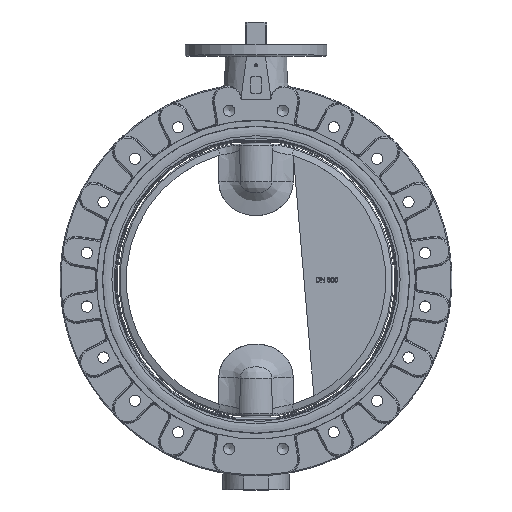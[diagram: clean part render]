
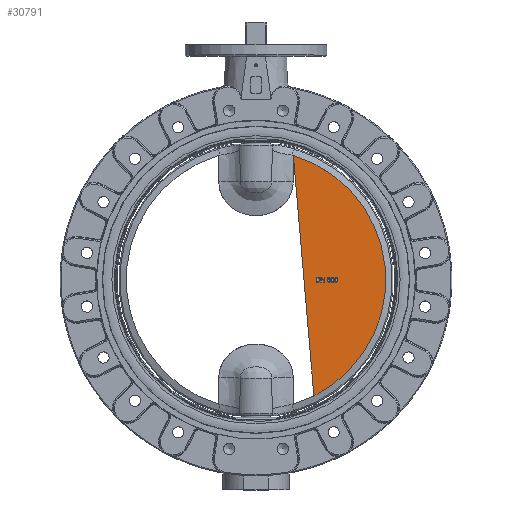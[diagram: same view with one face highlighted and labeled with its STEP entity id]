
A CAD part, top view. The second image highlights one B-rep face of the part: STEP entity #30791.
In plain terms, the highlighted conical face has half-angle 89.687 degrees and reference radius 137.5 mm.
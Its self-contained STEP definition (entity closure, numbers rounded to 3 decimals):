
#1042=CONICAL_SURFACE('',#32780,137.5,89.687);
#5251=FACE_OUTER_BOUND('',#7203,.T.);
#7203=EDGE_LOOP('',(#20077,#20078,#20079,#20080,#20081,#20082,#20083,#20084));
#9364=CIRCLE('',#32648,275.);
#9386=CIRCLE('',#32704,275.);
#11300=B_SPLINE_CURVE_WITH_KNOTS('',3,(#47233,#47234,#47235,#47236),
 .UNSPECIFIED.,.F.,.F.,(4,4),(8.63,14.201),
 .UNSPECIFIED.);
#11301=B_SPLINE_CURVE_WITH_KNOTS('',3,(#47365,#47366,#47367,#47368,#47369,
#47370,#47371,#47372,#47373,#47374,#47375,#47376,#47377,#47378,#47379,#47380,
#47381,#47382,#47383,#47384,#47385),.UNSPECIFIED.,.F.,.F.,(4,1,1,1,1,1,
1,1,1,1,1,1,1,1,1,1,1,1,4),(-23.567,-22.305,-21.884,
-20.2,-18.517,-17.675,-16.834,
-15.992,-14.309,-13.467,-11.222,
-10.1,-6.733,-5.05,-4.208,-3.367,
-2.525,-1.683,0.),.UNSPECIFIED.);
#11303=B_SPLINE_CURVE_WITH_KNOTS('',3,(#47432,#47433,#47434,#47435),
 .UNSPECIFIED.,.F.,.F.,(4,4),(0.,5.571),.UNSPECIFIED.);
#11304=B_SPLINE_CURVE_WITH_KNOTS('',3,(#47438,#47439,#47440,#47441),
 .UNSPECIFIED.,.F.,.F.,(4,4),(0.,5.571),.UNSPECIFIED.);
#11305=B_SPLINE_CURVE_WITH_KNOTS('',3,(#47443,#47444,#47445,#47446,#47447,
#47448,#47449,#47450,#47451,#47452,#47453,#47454,#47455,#47456,#47457,#47458,
#47459,#47460,#47461,#47462,#47463),.UNSPECIFIED.,.F.,.F.,(4,1,1,1,1,1,
1,1,1,1,1,1,1,1,1,1,1,1,4),(-23.567,-22.305,-21.884,
-20.2,-18.517,-17.675,-16.834,
-15.992,-14.309,-13.467,-11.222,
-10.1,-6.733,-5.05,-4.208,-3.367,
-2.525,-1.683,0.),.UNSPECIFIED.);
#11306=B_SPLINE_CURVE_WITH_KNOTS('',3,(#47464,#47465,#47466,#47467),
 .UNSPECIFIED.,.F.,.F.,(4,4),(8.63,14.201),
 .UNSPECIFIED.);
#12123=VERTEX_POINT('',#44778);
#12124=VERTEX_POINT('',#44780);
#12176=VERTEX_POINT('',#45418);
#12177=VERTEX_POINT('',#45420);
#12339=VERTEX_POINT('',#47232);
#12340=VERTEX_POINT('',#47364);
#12341=VERTEX_POINT('',#47437);
#12342=VERTEX_POINT('',#47442);
#14955=EDGE_CURVE('',#12124,#12123,#9364,.T.);
#15033=EDGE_CURVE('',#12177,#12176,#9386,.T.);
#15278=EDGE_CURVE('',#12124,#12339,#11300,.T.);
#15280=EDGE_CURVE('',#12339,#12340,#11301,.T.);
#15283=EDGE_CURVE('',#12340,#12176,#11303,.T.);
#15284=EDGE_CURVE('',#12341,#12123,#11304,.T.);
#15285=EDGE_CURVE('',#12342,#12341,#11305,.T.);
#15286=EDGE_CURVE('',#12177,#12342,#11306,.T.);
#20077=ORIENTED_EDGE('',*,*,#15283,.F.);
#20078=ORIENTED_EDGE('',*,*,#15280,.F.);
#20079=ORIENTED_EDGE('',*,*,#15278,.F.);
#20080=ORIENTED_EDGE('',*,*,#14955,.T.);
#20081=ORIENTED_EDGE('',*,*,#15284,.F.);
#20082=ORIENTED_EDGE('',*,*,#15285,.F.);
#20083=ORIENTED_EDGE('',*,*,#15286,.F.);
#20084=ORIENTED_EDGE('',*,*,#15033,.T.);
#30791=ADVANCED_FACE('',(#5251),#1042,.T.);
#32648=AXIS2_PLACEMENT_3D('',#44781,#36087,#36088);
#32704=AXIS2_PLACEMENT_3D('',#45421,#36208,#36209);
#32780=AXIS2_PLACEMENT_3D('',#47436,#36478,#36479);
#36087=DIRECTION('center_axis',(0.,0.,
-1.));
#36088=DIRECTION('ref_axis',(0.,1.,0.));
#36208=DIRECTION('center_axis',(0.,0.,
-1.));
#36209=DIRECTION('ref_axis',(0.,1.,0.));
#36478=DIRECTION('center_axis',(0.,0.,
1.));
#36479=DIRECTION('ref_axis',(0.,1.,0.));
#44778=CARTESIAN_POINT('',(79.052,-263.393,-9.));
#44780=CARTESIAN_POINT('',(79.052,263.393,-9.));
#44781=CARTESIAN_POINT('Origin',(0.,0.,
-9.));
#45418=CARTESIAN_POINT('',(-79.052,263.393,-9.));
#45420=CARTESIAN_POINT('',(-79.052,-263.393,-9.));
#45421=CARTESIAN_POINT('Origin',(0.,0.,
-9.));
#47232=CARTESIAN_POINT('',(78.778,207.694,-9.288));
#47233=CARTESIAN_POINT('Ctrl Pts',(79.052,263.393,-9.));
#47234=CARTESIAN_POINT('Ctrl Pts',(78.961,244.826,-9.097));
#47235=CARTESIAN_POINT('Ctrl Pts',(78.87,226.259,-9.194));
#47236=CARTESIAN_POINT('Ctrl Pts',(78.778,207.694,-9.288));
#47364=CARTESIAN_POINT('',(-78.778,207.694,-9.288));
#47365=CARTESIAN_POINT('Ctrl Pts',(78.778,207.694,-9.288));
#47366=CARTESIAN_POINT('Ctrl Pts',(78.757,203.486,-9.31));
#47367=CARTESIAN_POINT('Ctrl Pts',(78.202,197.83,-9.34));
#47368=CARTESIAN_POINT('Ctrl Pts',(75.673,186.767,-9.401));
#47369=CARTESIAN_POINT('Ctrl Pts',(70.974,174.955,-9.47));
#47370=CARTESIAN_POINT('Ctrl Pts',(62.6,163.329,-9.546));
#47371=CARTESIAN_POINT('Ctrl Pts',(54.536,155.524,-9.601));
#47372=CARTESIAN_POINT('Ctrl Pts',(47.799,150.337,-9.64));
#47373=CARTESIAN_POINT('Ctrl Pts',(38.137,144.499,-9.685));
#47374=CARTESIAN_POINT('Ctrl Pts',(27.669,140.282,-9.721));
#47375=CARTESIAN_POINT('Ctrl Pts',(12.18,136.583,-9.754));
#47376=CARTESIAN_POINT('Ctrl Pts',(-1.917,135.731,-9.762));
#47377=CARTESIAN_POINT('Ctrl Pts',(-24.226,138.494,-9.736));
#47378=CARTESIAN_POINT('Ctrl Pts',(-43.74,146.211,-9.669));
#47379=CARTESIAN_POINT('Ctrl Pts',(-58.892,159.283,-9.574));
#47380=CARTESIAN_POINT('Ctrl Pts',(-65.967,168.002,-9.516));
#47381=CARTESIAN_POINT('Ctrl Pts',(-70.518,175.21,-9.47));
#47382=CARTESIAN_POINT('Ctrl Pts',(-74.118,182.873,-9.424));
#47383=CARTESIAN_POINT('Ctrl Pts',(-77.638,193.572,-9.362));
#47384=CARTESIAN_POINT('Ctrl Pts',(-78.75,202.084,-9.317));
#47385=CARTESIAN_POINT('Ctrl Pts',(-78.778,207.694,-9.288));
#47432=CARTESIAN_POINT('Ctrl Pts',(-78.778,207.694,-9.288));
#47433=CARTESIAN_POINT('Ctrl Pts',(-78.87,226.259,-9.194));
#47434=CARTESIAN_POINT('Ctrl Pts',(-78.961,244.826,-9.097));
#47435=CARTESIAN_POINT('Ctrl Pts',(-79.052,263.393,-9.));
#47436=CARTESIAN_POINT('Origin',(0.,0.,
-9.75));
#47437=CARTESIAN_POINT('',(78.778,-207.694,-9.288));
#47438=CARTESIAN_POINT('Ctrl Pts',(78.778,-207.694,-9.288));
#47439=CARTESIAN_POINT('Ctrl Pts',(78.87,-226.259,-9.194));
#47440=CARTESIAN_POINT('Ctrl Pts',(78.961,-244.826,-9.097));
#47441=CARTESIAN_POINT('Ctrl Pts',(79.052,-263.393,-9.));
#47442=CARTESIAN_POINT('',(-78.778,-207.694,-9.288));
#47443=CARTESIAN_POINT('Ctrl Pts',(-78.778,-207.694,-9.288));
#47444=CARTESIAN_POINT('Ctrl Pts',(-78.757,-203.486,
-9.31));
#47445=CARTESIAN_POINT('Ctrl Pts',(-78.202,-197.83,
-9.34));
#47446=CARTESIAN_POINT('Ctrl Pts',(-75.673,-186.767,-9.401));
#47447=CARTESIAN_POINT('Ctrl Pts',(-70.974,-174.955,-9.47));
#47448=CARTESIAN_POINT('Ctrl Pts',(-62.6,-163.329,-9.546));
#47449=CARTESIAN_POINT('Ctrl Pts',(-54.536,-155.524,
-9.601));
#47450=CARTESIAN_POINT('Ctrl Pts',(-47.799,-150.337,
-9.64));
#47451=CARTESIAN_POINT('Ctrl Pts',(-38.137,-144.499,-9.685));
#47452=CARTESIAN_POINT('Ctrl Pts',(-27.669,-140.282,
-9.721));
#47453=CARTESIAN_POINT('Ctrl Pts',(-12.18,-136.583,
-9.754));
#47454=CARTESIAN_POINT('Ctrl Pts',(1.917,-135.731,-9.762));
#47455=CARTESIAN_POINT('Ctrl Pts',(24.226,-138.494,-9.736));
#47456=CARTESIAN_POINT('Ctrl Pts',(43.74,-146.211,-9.669));
#47457=CARTESIAN_POINT('Ctrl Pts',(58.892,-159.283,-9.574));
#47458=CARTESIAN_POINT('Ctrl Pts',(65.967,-168.002,-9.516));
#47459=CARTESIAN_POINT('Ctrl Pts',(70.518,-175.21,-9.47));
#47460=CARTESIAN_POINT('Ctrl Pts',(74.118,-182.873,-9.424));
#47461=CARTESIAN_POINT('Ctrl Pts',(77.638,-193.572,-9.362));
#47462=CARTESIAN_POINT('Ctrl Pts',(78.75,-202.084,-9.317));
#47463=CARTESIAN_POINT('Ctrl Pts',(78.778,-207.694,-9.288));
#47464=CARTESIAN_POINT('Ctrl Pts',(-79.052,-263.393,
-9.));
#47465=CARTESIAN_POINT('Ctrl Pts',(-78.961,-244.826,
-9.097));
#47466=CARTESIAN_POINT('Ctrl Pts',(-78.87,-226.259,
-9.194));
#47467=CARTESIAN_POINT('Ctrl Pts',(-78.778,-207.694,-9.288));
